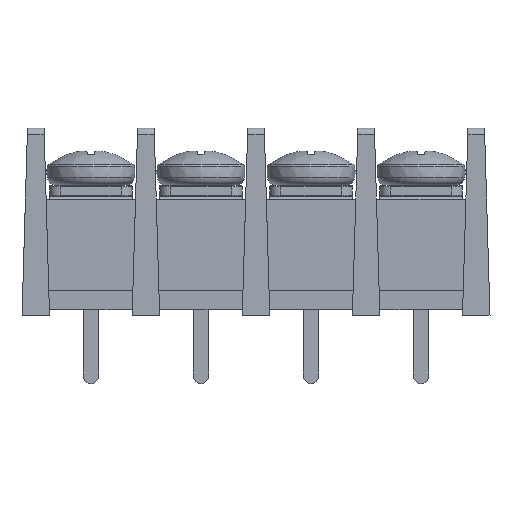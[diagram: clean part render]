
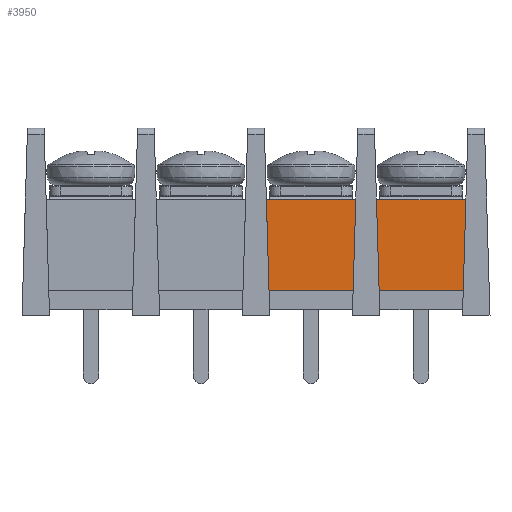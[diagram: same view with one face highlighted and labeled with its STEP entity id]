
A CAD part, front view. The second image highlights one B-rep face of the part: STEP entity #3950.
In plain terms, the highlighted planar face has unit normal (0, -1, 0).
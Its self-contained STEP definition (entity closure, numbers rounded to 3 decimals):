
#485=FACE_OUTER_BOUND('',#711,.T.);
#711=EDGE_LOOP('',(#2919,#2920,#2921,#2922));
#1017=LINE('',#6872,#1387);
#1030=LINE('',#6899,#1400);
#1031=LINE('',#6901,#1401);
#1032=LINE('',#6902,#1402);
#1387=VECTOR('',#4722,10.);
#1400=VECTOR('',#4743,10.);
#1401=VECTOR('',#4744,10.);
#1402=VECTOR('',#4745,10.);
#1748=VERTEX_POINT('',#6868);
#1750=VERTEX_POINT('',#6871);
#1760=VERTEX_POINT('',#6898);
#1761=VERTEX_POINT('',#6900);
#2194=EDGE_CURVE('',#1748,#1750,#1017,.T.);
#2207=EDGE_CURVE('',#1760,#1748,#1030,.T.);
#2208=EDGE_CURVE('',#1760,#1761,#1031,.T.);
#2209=EDGE_CURVE('',#1750,#1761,#1032,.T.);
#2919=ORIENTED_EDGE('',*,*,#2207,.F.);
#2920=ORIENTED_EDGE('',*,*,#2208,.T.);
#2921=ORIENTED_EDGE('',*,*,#2209,.F.);
#2922=ORIENTED_EDGE('',*,*,#2194,.F.);
#3791=PLANE('',#4202);
#3950=ADVANCED_FACE('',(#485),#3791,.T.);
#4202=AXIS2_PLACEMENT_3D('',#6897,#4741,#4742);
#4722=DIRECTION('',(1.,0.,0.));
#4741=DIRECTION('center_axis',(0.,-1.,0.));
#4742=DIRECTION('ref_axis',(0.,0.,-1.));
#4743=DIRECTION('',(-0.029,0.,1.));
#4744=DIRECTION('',(1.,0.,0.));
#4745=DIRECTION('',(0.,0.,-1.));
#6868=CARTESIAN_POINT('',(15.941,-5.65,10.5));
#6871=CARTESIAN_POINT('',(35.,-5.65,10.5));
#6872=CARTESIAN_POINT('',(-5.,-5.65,10.5));
#6897=CARTESIAN_POINT('Origin',(-5.,-5.65,10.5));
#6898=CARTESIAN_POINT('',(16.182,-5.65,2.3));
#6899=CARTESIAN_POINT('',(15.837,-5.65,14.058));
#6900=CARTESIAN_POINT('',(35.,-5.65,2.3));
#6901=CARTESIAN_POINT('',(-5.,-5.65,2.3));
#6902=CARTESIAN_POINT('',(35.,-5.65,2.3));
